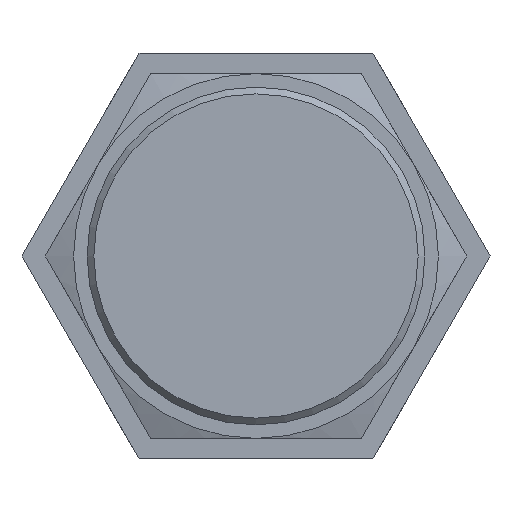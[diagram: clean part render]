
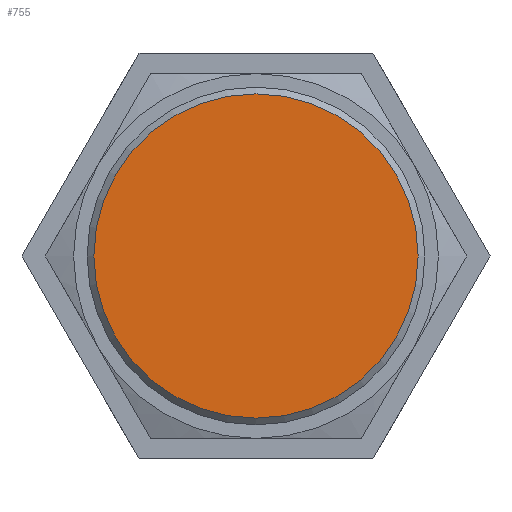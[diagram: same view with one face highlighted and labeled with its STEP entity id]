
A CAD part, front view. The second image highlights one B-rep face of the part: STEP entity #755.
In plain terms, the highlighted planar face has unit normal (0, -1, 0).
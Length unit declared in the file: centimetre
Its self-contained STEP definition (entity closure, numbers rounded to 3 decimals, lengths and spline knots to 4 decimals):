
#209=FACE_OUTER_BOUND('',#261,.T.);
#261=EDGE_LOOP('',(#531));
#332=CIRCLE('',#811,1.2);
#364=VERTEX_POINT('',#1094);
#432=EDGE_CURVE('',#364,#364,#332,.T.);
#531=ORIENTED_EDGE('',*,*,#432,.F.);
#729=PLANE('',#810);
#755=ADVANCED_FACE('',(#209),#729,.F.);
#810=AXIS2_PLACEMENT_3D('',#1093,#897,#898);
#811=AXIS2_PLACEMENT_3D('',#1095,#899,#900);
#897=DIRECTION('center_axis',(0.,1.,0.));
#898=DIRECTION('ref_axis',(0.,0.,1.));
#899=DIRECTION('center_axis',(0.,1.,0.));
#900=DIRECTION('ref_axis',(1.,0.,0.));
#1093=CARTESIAN_POINT('Origin',(1.6166,0.28,1.4));
#1094=CARTESIAN_POINT('',(0.4166,0.28,1.4));
#1095=CARTESIAN_POINT('Origin',(1.6166,0.28,1.4));
